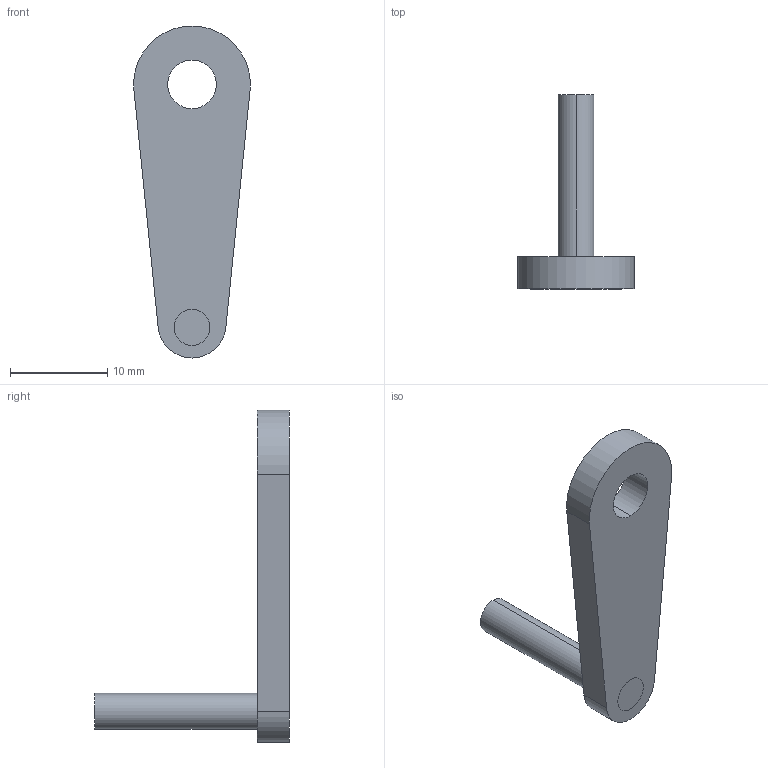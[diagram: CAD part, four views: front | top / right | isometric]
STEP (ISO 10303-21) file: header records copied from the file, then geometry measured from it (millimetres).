
FILE_DESCRIPTION (( 'STEP AP203' ), '1' );
FILE_NAME ('Arm+Pin_SIMPLIFIED_Default_sldprt.STEP', '2021-05-19T06:48:10', ( '' ), ( '' ), 'SwSTEP 2.0', 'SolidWorks 2020', '' );
FILE_SCHEMA (( 'CONFIG_CONTROL_DESIGN' ));
Length unit declared in the file: inch
Products named in the file (1): Arm+Pin_SIMPLIFIED_Default_sldprt
Bounding box: 11.97 x 20 x 34.15 mm (x, y, z)
Volume: 1141.5 mm3; surface area: 1167.6 mm2
Topology: 2 solids, 2 shells, 15 faces, 33 edges, 22 vertices
Faces by surface type: cylinder 9, plane 6
Entity records: 510 total; most frequent: DIRECTION 83, CARTESIAN_POINT 71, ORIENTED_EDGE 66, AXIS2_PLACEMENT_3D 34, EDGE_CURVE 33, VERTEX_POINT 22, EDGE_LOOP 19, CIRCLE 18
